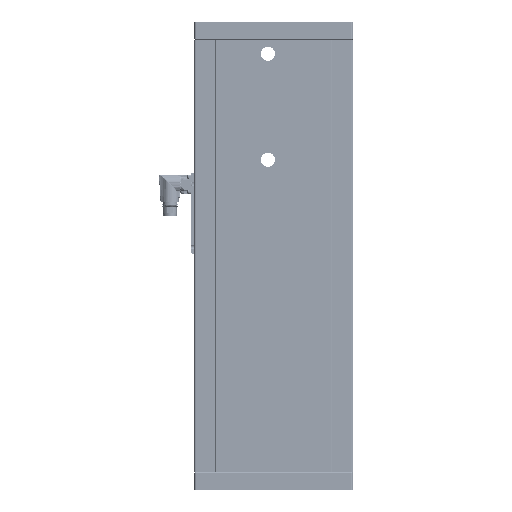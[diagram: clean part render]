
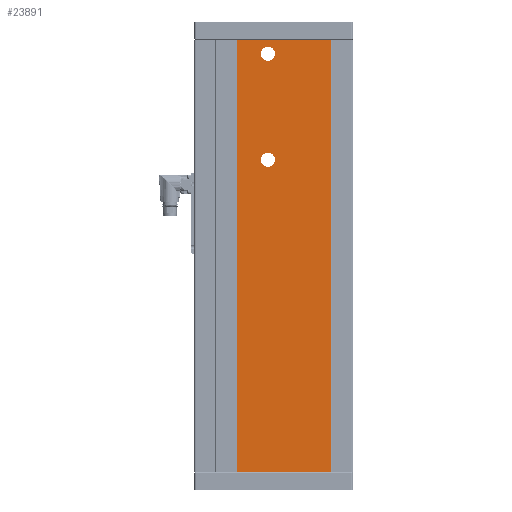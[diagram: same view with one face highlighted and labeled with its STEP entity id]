
A CAD part, left-side view. The second image highlights one B-rep face of the part: STEP entity #23891.
In plain terms, the highlighted planar face has unit normal (-1, 0, 0).
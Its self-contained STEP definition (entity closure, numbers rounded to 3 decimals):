
#6967 = FACE_BOUND ( 'NONE', #25427, .T. ) ;
#7400 = CARTESIAN_POINT ( 'NONE',  ( 0., 40.9, 0. ) ) ;
#9935 = CARTESIAN_POINT ( 'NONE',  ( 0., -90., 0. ) ) ;
#10291 = EDGE_CURVE ( 'NONE', #34439, #34439, #76703, .T. ) ;
#14264 = ORIENTED_EDGE ( 'NONE', *, *, #134067, .F. ) ;
#16375 = CARTESIAN_POINT ( 'NONE',  ( 0., 40.9, 0. ) ) ;
#16610 = FACE_BOUND ( 'NONE', #137852, .T. ) ;
#19571 = DIRECTION ( 'NONE',  ( 0., -1., 0. ) ) ;
#23475 = VERTEX_POINT ( 'NONE', #70229 ) ;
#23891 = ADVANCED_FACE ( 'NONE', ( #16610, #6967, #86056 ), #130480, .F. ) ;
#25427 = EDGE_LOOP ( 'NONE', ( #14264 ) ) ;
#29412 = VERTEX_POINT ( 'NONE', #114565 ) ;
#31363 = DIRECTION ( 'NONE',  ( 0., 0., 1. ) ) ;
#34439 = VERTEX_POINT ( 'NONE', #79487 ) ;
#36226 = CARTESIAN_POINT ( 'NONE',  ( 0., -65.4, 490. ) ) ;
#36355 = LINE ( 'NONE', #48150, #72956 ) ;
#38211 = ORIENTED_EDGE ( 'NONE', *, *, #10291, .F. ) ;
#40695 = LINE ( 'NONE', #7400, #95161 ) ;
#41249 = VERTEX_POINT ( 'NONE', #16375 ) ;
#47423 = DIRECTION ( 'NONE',  ( 0., -1., 0. ) ) ;
#48150 = CARTESIAN_POINT ( 'NONE',  ( 0., -90., 490. ) ) ;
#49569 = ORIENTED_EDGE ( 'NONE', *, *, #139538, .F. ) ;
#60112 = AXIS2_PLACEMENT_3D ( 'NONE', #89739, #90456, #31363 ) ;
#67167 = DIRECTION ( 'NONE',  ( -1., 0., 0. ) ) ;
#70229 = CARTESIAN_POINT ( 'NONE',  ( 0., 40.9, 490. ) ) ;
#72827 = VERTEX_POINT ( 'NONE', #142286 ) ;
#72956 = VECTOR ( 'NONE', #47423, 1000. ) ;
#74223 = EDGE_CURVE ( 'NONE', #72827, #29412, #114634, .T. ) ;
#76460 = LINE ( 'NONE', #9935, #95991 ) ;
#76703 = CIRCLE ( 'NONE', #60112, 8. ) ;
#79487 = CARTESIAN_POINT ( 'NONE',  ( 0., 6.5, 482. ) ) ;
#86056 = FACE_OUTER_BOUND ( 'NONE', #142646, .T. ) ;
#87469 = CARTESIAN_POINT ( 'NONE',  ( 0., 6.5, 362. ) ) ;
#89739 = CARTESIAN_POINT ( 'NONE',  ( 0., 6.5, 474. ) ) ;
#90456 = DIRECTION ( 'NONE',  ( -1., 0., 0. ) ) ;
#93477 = ORIENTED_EDGE ( 'NONE', *, *, #134938, .T. ) ;
#95161 = VECTOR ( 'NONE', #132349, 1000. ) ;
#95991 = VECTOR ( 'NONE', #19571, 1000. ) ;
#98200 = AXIS2_PLACEMENT_3D ( 'NONE', #132285, #67167, #144901 ) ;
#98575 = VERTEX_POINT ( 'NONE', #87469 ) ;
#106099 = DIRECTION ( 'NONE',  ( 0., 0., -1. ) ) ;
#106150 = VECTOR ( 'NONE', #124271, 1000. ) ;
#106921 = AXIS2_PLACEMENT_3D ( 'NONE', #119419, #107589, #106099 ) ;
#107589 = DIRECTION ( 'NONE',  ( 1., 0., 0. ) ) ;
#110500 = ORIENTED_EDGE ( 'NONE', *, *, #129862, .F. ) ;
#112427 = CIRCLE ( 'NONE', #98200, 8. ) ;
#114565 = CARTESIAN_POINT ( 'NONE',  ( 0., -65.4, 490. ) ) ;
#114634 = LINE ( 'NONE', #36226, #106150 ) ;
#119419 = CARTESIAN_POINT ( 'NONE',  ( 0., -90., 490. ) ) ;
#124271 = DIRECTION ( 'NONE',  ( 0., 0., 1. ) ) ;
#129757 = ORIENTED_EDGE ( 'NONE', *, *, #74223, .T. ) ;
#129862 = EDGE_CURVE ( 'NONE', #41249, #23475, #40695, .T. ) ;
#130480 = PLANE ( 'NONE',  #106921 ) ;
#132285 = CARTESIAN_POINT ( 'NONE',  ( 0., 6.5, 354. ) ) ;
#132349 = DIRECTION ( 'NONE',  ( 0., 0., 1. ) ) ;
#134067 = EDGE_CURVE ( 'NONE', #98575, #98575, #112427, .T. ) ;
#134938 = EDGE_CURVE ( 'NONE', #41249, #72827, #76460, .T. ) ;
#137852 = EDGE_LOOP ( 'NONE', ( #38211 ) ) ;
#139538 = EDGE_CURVE ( 'NONE', #23475, #29412, #36355, .T. ) ;
#142286 = CARTESIAN_POINT ( 'NONE',  ( 0., -65.4, 0. ) ) ;
#142646 = EDGE_LOOP ( 'NONE', ( #49569, #110500, #93477, #129757 ) ) ;
#144901 = DIRECTION ( 'NONE',  ( 0., 0., 1. ) ) ;
